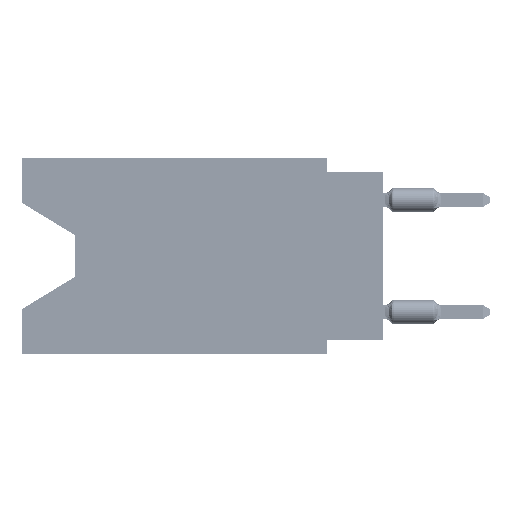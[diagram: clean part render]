
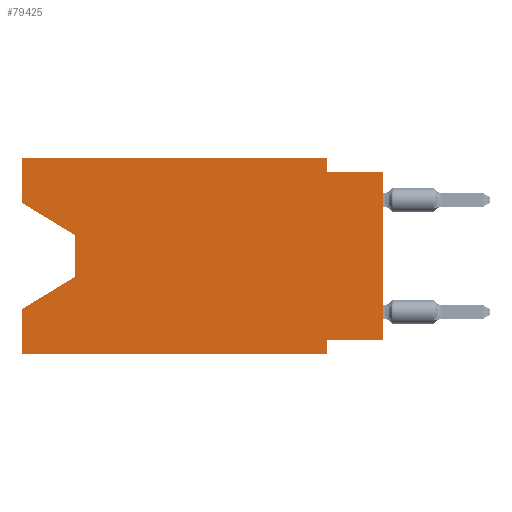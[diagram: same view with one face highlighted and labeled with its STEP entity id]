
A CAD part, left-side view. The second image highlights one B-rep face of the part: STEP entity #79425.
In plain terms, the highlighted planar face has unit normal (-1, 0, 0).
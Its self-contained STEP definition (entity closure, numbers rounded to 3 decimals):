
#14 = DIRECTION ( 'NONE',  ( 0., 0., 1. ) ) ;
#7793 = VECTOR ( 'NONE', #103225, 1000. ) ;
#8154 = DIRECTION ( 'NONE',  ( 0., -1., 0. ) ) ;
#8658 = DIRECTION ( 'NONE',  ( 0., 0., 1. ) ) ;
#9861 = LINE ( 'NONE', #104514, #29627 ) ;
#10027 = VERTEX_POINT ( 'NONE', #111120 ) ;
#11541 = ORIENTED_EDGE ( 'NONE', *, *, #49946, .T. ) ;
#13417 = CARTESIAN_POINT ( 'NONE',  ( 0., 2.54, 0. ) ) ;
#13926 = LINE ( 'NONE', #90651, #95460 ) ;
#14639 = FACE_OUTER_BOUND ( 'NONE', #106912, .T. ) ;
#16756 = LINE ( 'NONE', #96928, #104436 ) ;
#22062 = LINE ( 'NONE', #13417, #71738 ) ;
#22421 = EDGE_CURVE ( 'NONE', #101828, #74419, #82607, .T. ) ;
#22617 = ORIENTED_EDGE ( 'NONE', *, *, #100020, .F. ) ;
#23852 = CARTESIAN_POINT ( 'NONE',  ( 0., 13.97, -5.385 ) ) ;
#24522 = ORIENTED_EDGE ( 'NONE', *, *, #22421, .F. ) ;
#25478 = ORIENTED_EDGE ( 'NONE', *, *, #43320, .T. ) ;
#27117 = CARTESIAN_POINT ( 'NONE',  ( 0., 16.383, -2.038 ) ) ;
#27672 = LINE ( 'NONE', #96367, #73555 ) ;
#28688 = CARTESIAN_POINT ( 'NONE',  ( 0., 16.383, -6.852 ) ) ;
#29627 = VECTOR ( 'NONE', #8154, 1000. ) ;
#29750 = VERTEX_POINT ( 'NONE', #74773 ) ;
#30302 = VERTEX_POINT ( 'NONE', #23852 ) ;
#30507 = LINE ( 'NONE', #108971, #33407 ) ;
#33407 = VECTOR ( 'NONE', #57062, 1000. ) ;
#33659 = EDGE_CURVE ( 'NONE', #74419, #88365, #22062, .T. ) ;
#34340 = DIRECTION ( 'NONE',  ( 0., 0.855, -0.519 ) ) ;
#37914 = CARTESIAN_POINT ( 'NONE',  ( 0., 0., -0.635 ) ) ;
#38851 = DIRECTION ( 'NONE',  ( 1., 0., 0. ) ) ;
#39653 = CARTESIAN_POINT ( 'NONE',  ( 0., 2.54, -8.255 ) ) ;
#41289 = CARTESIAN_POINT ( 'NONE',  ( 0., 13.97, -5.385 ) ) ;
#43077 = VERTEX_POINT ( 'NONE', #45163 ) ;
#43320 = EDGE_CURVE ( 'NONE', #86669, #30302, #92682, .T. ) ;
#43744 = CARTESIAN_POINT ( 'NONE',  ( 0., 13.97, -3.505 ) ) ;
#43999 = CARTESIAN_POINT ( 'NONE',  ( 0., 2.54, 0. ) ) ;
#44225 = AXIS2_PLACEMENT_3D ( 'NONE', #82732, #38851, #74063 ) ;
#45163 = CARTESIAN_POINT ( 'NONE',  ( 0., 2.54, -8.89 ) ) ;
#49388 = LINE ( 'NONE', #41289, #98877 ) ;
#49905 = EDGE_CURVE ( 'NONE', #78848, #66774, #16756, .T. ) ;
#49946 = EDGE_CURVE ( 'NONE', #69083, #86669, #61719, .T. ) ;
#51043 = EDGE_CURVE ( 'NONE', #69083, #101828, #13926, .T. ) ;
#53557 = LINE ( 'NONE', #37914, #70580 ) ;
#53860 = EDGE_CURVE ( 'NONE', #88365, #29750, #53557, .T. ) ;
#54195 = ORIENTED_EDGE ( 'NONE', *, *, #91553, .T. ) ;
#55492 = DIRECTION ( 'NONE',  ( 0., -1., 0. ) ) ;
#55619 = VECTOR ( 'NONE', #56153, 1000. ) ;
#56153 = DIRECTION ( 'NONE',  ( 0., 0., -1. ) ) ;
#57062 = DIRECTION ( 'NONE',  ( 0., 1., 0. ) ) ;
#57295 = CARTESIAN_POINT ( 'NONE',  ( 0., 2.54, -8.89 ) ) ;
#58437 = LINE ( 'NONE', #57295, #55619 ) ;
#59888 = EDGE_CURVE ( 'NONE', #30302, #66774, #49388, .T. ) ;
#60105 = ORIENTED_EDGE ( 'NONE', *, *, #82069, .T. ) ;
#61427 = ORIENTED_EDGE ( 'NONE', *, *, #33659, .F. ) ;
#61719 = LINE ( 'NONE', #79048, #69418 ) ;
#63584 = CARTESIAN_POINT ( 'NONE',  ( 0., 16.383, 0. ) ) ;
#64393 = ORIENTED_EDGE ( 'NONE', *, *, #53860, .F. ) ;
#66472 = DIRECTION ( 'NONE',  ( 0., 0., -1. ) ) ;
#66774 = VERTEX_POINT ( 'NONE', #28688 ) ;
#67998 = CARTESIAN_POINT ( 'NONE',  ( 0., 2.54, -0.635 ) ) ;
#68735 = VECTOR ( 'NONE', #55492, 1000. ) ;
#69083 = VERTEX_POINT ( 'NONE', #27117 ) ;
#69418 = VECTOR ( 'NONE', #69811, 1000. ) ;
#69811 = DIRECTION ( 'NONE',  ( 0., -0.855, -0.519 ) ) ;
#70580 = VECTOR ( 'NONE', #88739, 1000. ) ;
#71738 = VECTOR ( 'NONE', #66472, 1000. ) ;
#73555 = VECTOR ( 'NONE', #14, 1000. ) ;
#74063 = DIRECTION ( 'NONE',  ( 0., 0., -1. ) ) ;
#74419 = VERTEX_POINT ( 'NONE', #43999 ) ;
#74773 = CARTESIAN_POINT ( 'NONE',  ( 0., 0., -0.635 ) ) ;
#78848 = VERTEX_POINT ( 'NONE', #100198 ) ;
#79048 = CARTESIAN_POINT ( 'NONE',  ( 0., 16.383, -2.038 ) ) ;
#79425 = ADVANCED_FACE ( 'NONE', ( #14639 ), #91372, .F. ) ;
#82069 = EDGE_CURVE ( 'NONE', #78848, #43077, #9861, .T. ) ;
#82607 = LINE ( 'NONE', #99355, #68735 ) ;
#82732 = CARTESIAN_POINT ( 'NONE',  ( 0., 16.383, 0. ) ) ;
#86669 = VERTEX_POINT ( 'NONE', #93512 ) ;
#88365 = VERTEX_POINT ( 'NONE', #67998 ) ;
#88739 = DIRECTION ( 'NONE',  ( 0., -1., 0. ) ) ;
#89497 = ORIENTED_EDGE ( 'NONE', *, *, #59888, .T. ) ;
#90651 = CARTESIAN_POINT ( 'NONE',  ( 0., 16.383, 0. ) ) ;
#91372 = PLANE ( 'NONE',  #44225 ) ;
#91553 = EDGE_CURVE ( 'NONE', #10027, #29750, #27672, .T. ) ;
#91805 = DIRECTION ( 'NONE',  ( 0., 0., 1. ) ) ;
#92327 = ORIENTED_EDGE ( 'NONE', *, *, #49905, .F. ) ;
#92682 = LINE ( 'NONE', #43744, #7793 ) ;
#93512 = CARTESIAN_POINT ( 'NONE',  ( 0., 13.97, -3.505 ) ) ;
#95460 = VECTOR ( 'NONE', #91805, 1000. ) ;
#96367 = CARTESIAN_POINT ( 'NONE',  ( 0., 0., 0. ) ) ;
#96928 = CARTESIAN_POINT ( 'NONE',  ( 0., 16.383, 0. ) ) ;
#97993 = VERTEX_POINT ( 'NONE', #39653 ) ;
#98877 = VECTOR ( 'NONE', #34340, 1000. ) ;
#99355 = CARTESIAN_POINT ( 'NONE',  ( 0., 16.383, 0. ) ) ;
#99409 = ORIENTED_EDGE ( 'NONE', *, *, #51043, .F. ) ;
#100020 = EDGE_CURVE ( 'NONE', #97993, #43077, #58437, .T. ) ;
#100198 = CARTESIAN_POINT ( 'NONE',  ( 0., 16.383, -8.89 ) ) ;
#101828 = VERTEX_POINT ( 'NONE', #63584 ) ;
#103225 = DIRECTION ( 'NONE',  ( 0., 0., -1. ) ) ;
#104436 = VECTOR ( 'NONE', #8658, 1000. ) ;
#104514 = CARTESIAN_POINT ( 'NONE',  ( 0., 16.383, -8.89 ) ) ;
#106912 = EDGE_LOOP ( 'NONE', ( #11541, #25478, #89497, #92327, #60105, #22617, #112494, #54195, #64393, #61427, #24522, #99409 ) ) ;
#107098 = EDGE_CURVE ( 'NONE', #10027, #97993, #30507, .T. ) ;
#108971 = CARTESIAN_POINT ( 'NONE',  ( 0., 0., -8.255 ) ) ;
#111120 = CARTESIAN_POINT ( 'NONE',  ( 0., 0., -8.255 ) ) ;
#112494 = ORIENTED_EDGE ( 'NONE', *, *, #107098, .F. ) ;
